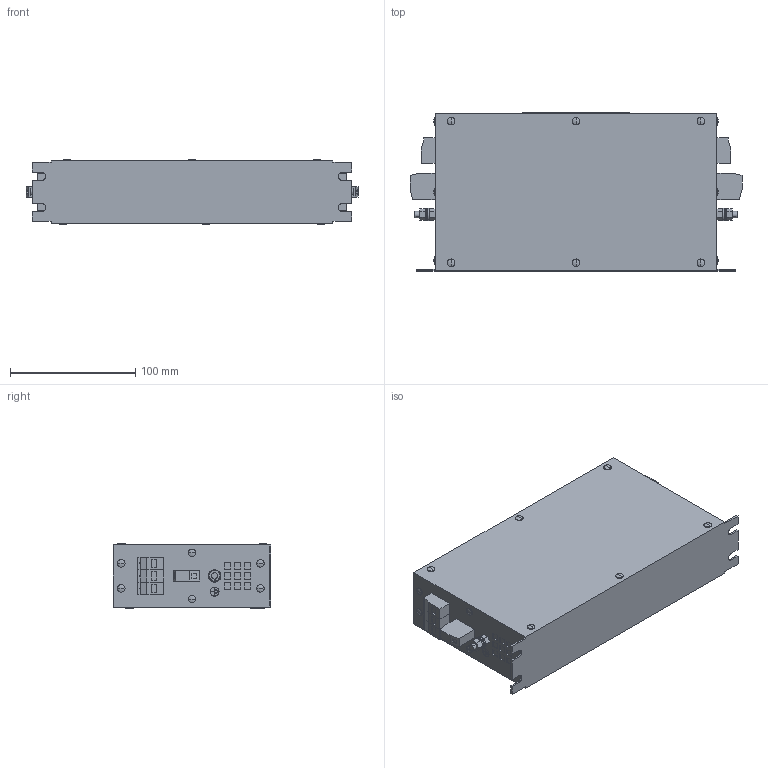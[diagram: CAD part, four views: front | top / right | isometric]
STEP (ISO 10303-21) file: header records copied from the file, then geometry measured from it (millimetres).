
FILE_DESCRIPTION (( 'STEP AP214' ), '1' );
FILE_NAME ('793806.STEP', '2023-10-20T05:09:42', ( '' ), ( '' ), 'SwSTEP 2.0', 'SolidWorks 2022', '' );
FILE_SCHEMA (( 'AUTOMOTIVE_DESIGN' ));
Length unit declared in the file: millimetre
Products named in the file (1): 793806
Bounding box: 265 x 126.05 x 52.22 mm (x, y, z)
Volume: 1442084.6 mm3; surface area: 102920 mm2
Topology: 1 solids, 1 shells, 645 faces, 1566 edges, 1042 vertices
Faces by surface type: plane 509, cylinder 92, sphere 44
Entity records: 18778 total; most frequent: CARTESIAN_POINT 3254, DIRECTION 3150, ORIENTED_EDGE 3132, EDGE_CURVE 1566, LINE 1274, VECTOR 1274, VERTEX_POINT 1042, AXIS2_PLACEMENT_3D 938
